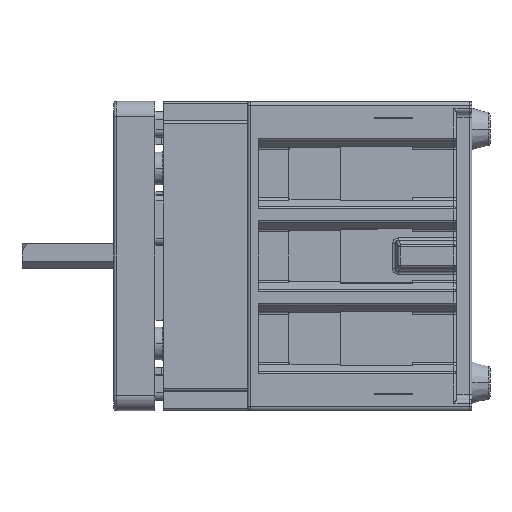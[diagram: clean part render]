
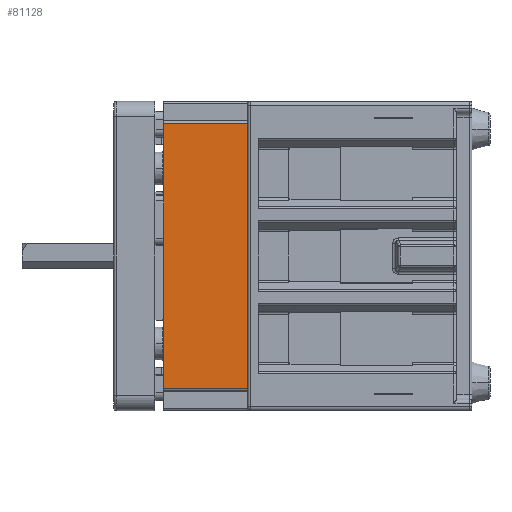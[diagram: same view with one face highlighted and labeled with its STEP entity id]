
A CAD part, left-side view. The second image highlights one B-rep face of the part: STEP entity #81128.
In plain terms, the highlighted planar face has unit normal (-1, 0, 0).
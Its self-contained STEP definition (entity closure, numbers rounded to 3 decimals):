
#3270=DIRECTION('',(0.,0.,-1.));
#3271=VECTOR('',#3270,14.02);
#3272=CARTESIAN_POINT('',(-20.,59.8,25.7));
#3273=LINE('',#3272,#3271);
#3380=DIRECTION('',(0.,0.,-1.));
#3381=VECTOR('',#3380,28.02);
#3382=CARTESIAN_POINT('',(-20.,59.8,2.32));
#3383=LINE('',#3382,#3381);
#16789=DIRECTION('',(0.,0.,-1.));
#16790=VECTOR('',#16789,51.4);
#16791=CARTESIAN_POINT('',(-20.,43.5,25.7));
#16792=LINE('',#16791,#16790);
#16910=DIRECTION('',(0.,0.,-1.));
#16911=VECTOR('',#16910,1.43);
#16912=CARTESIAN_POINT('',(-20.,59.8,11.68));
#16913=LINE('',#16912,#16911);
#16914=DIRECTION('',(0.,0.,-1.));
#16915=VECTOR('',#16914,1.43);
#16916=CARTESIAN_POINT('',(-20.,59.8,3.75));
#16917=LINE('',#16916,#16915);
#17002=DIRECTION('',(0.,0.,-1.));
#17003=VECTOR('',#17002,6.5);
#17004=CARTESIAN_POINT('',(-20.,59.8,10.25));
#17005=LINE('',#17004,#17003);
#21102=DIRECTION('',(0.,-1.,0.));
#21103=VECTOR('',#21102,16.3);
#21104=CARTESIAN_POINT('',(-20.,59.8,25.7));
#21105=LINE('',#21104,#21103);
#22247=DIRECTION('',(0.,-1.,0.));
#22248=VECTOR('',#22247,16.3);
#22249=CARTESIAN_POINT('',(-20.,59.8,-25.7));
#22250=LINE('',#22249,#22248);
#55946=CARTESIAN_POINT('',(-20.,59.8,25.7));
#55947=VERTEX_POINT('',#55946);
#56004=CARTESIAN_POINT('',(-20.,59.8,-25.7));
#56005=VERTEX_POINT('',#56004);
#56070=CARTESIAN_POINT('',(-20.,43.5,25.7));
#56071=CARTESIAN_POINT('',(-20.,43.5,-25.7));
#56072=VERTEX_POINT('',#56070);
#56073=VERTEX_POINT('',#56071);
#58793=CARTESIAN_POINT('',(-20.,59.8,3.75));
#58795=VERTEX_POINT('',#58793);
#58809=CARTESIAN_POINT('',(-20.,59.8,10.25));
#58810=VERTEX_POINT('',#58809);
#58845=CARTESIAN_POINT('',(-20.,59.8,2.32));
#58847=VERTEX_POINT('',#58845);
#58849=CARTESIAN_POINT('',(-20.,59.8,11.68));
#58851=VERTEX_POINT('',#58849);
#81108=CARTESIAN_POINT('',(-20.,59.8,30.));
#81109=DIRECTION('',(-1.,0.,0.));
#81110=DIRECTION('',(0.,0.,-1.));
#81111=AXIS2_PLACEMENT_3D('',#81108,#81109,#81110);
#81112=PLANE('',#81111);
#81114=ORIENTED_EDGE('',*,*,#81113,.F.);
#81115=ORIENTED_EDGE('',*,*,#62937,.F.);
#81117=ORIENTED_EDGE('',*,*,#81116,.T.);
#81118=ORIENTED_EDGE('',*,*,#81062,.T.);
#81120=ORIENTED_EDGE('',*,*,#81119,.F.);
#81121=ORIENTED_EDGE('',*,*,#62981,.F.);
#81123=ORIENTED_EDGE('',*,*,#81122,.F.);
#81125=ORIENTED_EDGE('',*,*,#81124,.F.);
#81126=EDGE_LOOP('',(#81114,#81115,#81117,#81118,#81120,#81121,#81123,#81125));
#81127=FACE_OUTER_BOUND('',#81126,.F.);
#62937=EDGE_CURVE('',#55947,#58851,#3273,.T.);
#62981=EDGE_CURVE('',#58847,#56005,#3383,.T.);
#81062=EDGE_CURVE('',#56072,#56073,#16792,.T.);
#81113=EDGE_CURVE('',#58851,#58810,#16913,.T.);
#81116=EDGE_CURVE('',#55947,#56072,#21105,.T.);
#81119=EDGE_CURVE('',#56005,#56073,#22250,.T.);
#81122=EDGE_CURVE('',#58795,#58847,#16917,.T.);
#81124=EDGE_CURVE('',#58810,#58795,#17005,.T.);
#81128=ADVANCED_FACE('',(#81127),#81112,.T.);
